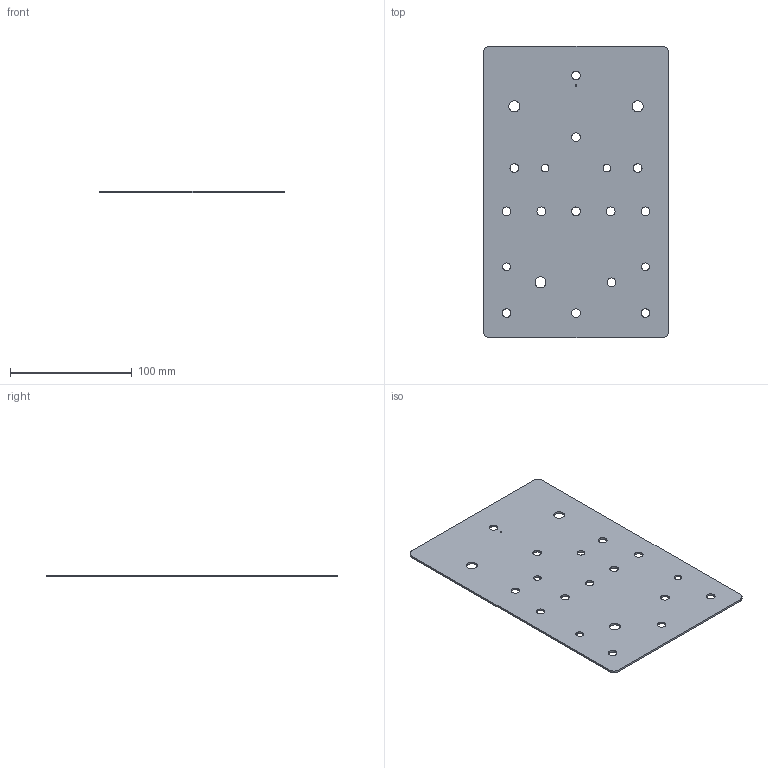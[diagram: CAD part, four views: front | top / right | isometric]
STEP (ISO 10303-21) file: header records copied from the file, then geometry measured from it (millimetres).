
FILE_DESCRIPTION(('KiCad electronic assembly'),'2;1');
FILE_NAME('VCF_VCA_BBD_pcb_panel-3D.step','2023-01-16T15:28:41',( 'Pcbnew'),('Kicad'),'Open CASCADE STEP processor 7.5', 'KiCad to STEP converter','Unknown');
FILE_SCHEMA(('AUTOMOTIVE_DESIGN { 1 0 10303 214 1 1 1 1 }'));
Length unit declared in the file: millimetre
Products named in the file (2): VCF_VCA_BBD_pcb_panel-3D 1; VCF_VCA_BBD_pcb_panel PCB
Assembly tree (1 placements, depth 2):
  VCF_VCA_BBD_pcb_panel-3D 1
    VCF_VCA_BBD_pcb_panel PCB
Bounding box: 152.4 x 240.03 x 1.6 mm (x, y, z)
Volume: 57160.7 mm3; surface area: 73425 mm2
Topology: 1 solids, 1 shells, 31 faces, 87 edges, 58 vertices
Faces by surface type: cylinder 25, plane 6
Full cylindrical faces by diameter (mm): 1 x1, 6.35 x4, 7.1 x13, 9 x3
Entity records: 2443 total; most frequent: CARTESIAN_POINT 652, DIRECTION 327, ORIENTED_EDGE 174, PCURVE 174, DEFINITIONAL_REPRESENTATION 174, LINE 161, VECTOR 161, EDGE_CURVE 87
